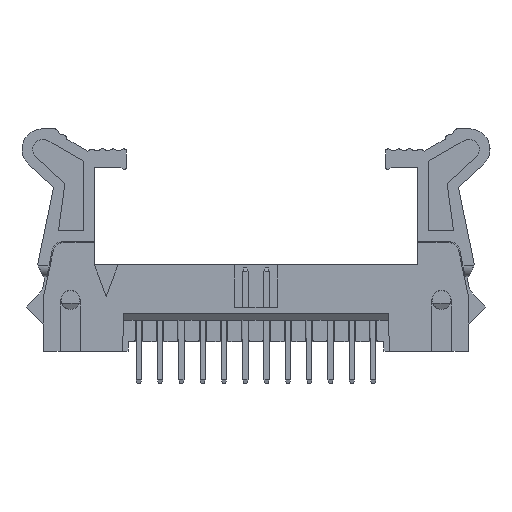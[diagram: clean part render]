
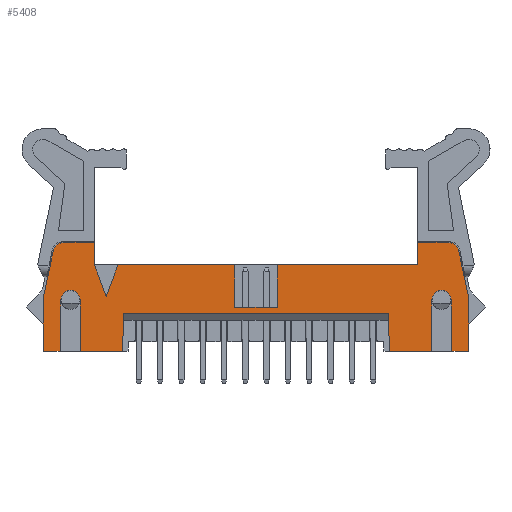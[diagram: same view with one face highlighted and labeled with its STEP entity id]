
A CAD part, front view. The second image highlights one B-rep face of the part: STEP entity #5408.
In plain terms, the highlighted planar face has unit normal (0, -1, 0).
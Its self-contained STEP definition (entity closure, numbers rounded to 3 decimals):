
#3567=CARTESIAN_POINT('',(-2.,-2.975,4.1));
#3568=VERTEX_POINT('',#3567);
#3575=CARTESIAN_POINT('',(2.,-2.975,4.1));
#3576=VERTEX_POINT('',#3575);
#3577=CARTESIAN_POINT('',(2.,-2.975,4.1));
#3578=DIRECTION('',(-1.,0.,0.));
#3579=VECTOR('',#3578,4.);
#3580=LINE('',#3577,#3579);
#3581=EDGE_CURVE('',#3576,#3568,#3580,.T.);
#4820=CARTESIAN_POINT('',(-19.95,-2.975,0.));
#4821=VERTEX_POINT('',#4820);
#4828=CARTESIAN_POINT('',(-19.95,-2.975,5.));
#4829=VERTEX_POINT('',#4828);
#4830=CARTESIAN_POINT('',(-19.95,-2.975,5.));
#4831=DIRECTION('',(0.,0.,-1.));
#4832=VECTOR('',#4831,5.);
#4833=LINE('',#4830,#4832);
#4834=EDGE_CURVE('',#4829,#4821,#4833,.T.);
#4932=CARTESIAN_POINT('',(-18.035,-2.975,10.2));
#4933=VERTEX_POINT('',#4932);
#4950=CARTESIAN_POINT('',(-19.013,-2.975,9.408));
#4951=VERTEX_POINT('',#4950);
#4958=CARTESIAN_POINT('',(-18.035,-2.975,9.2));
#4959=DIRECTION('',(0.,0.,1.));
#4960=DIRECTION('',(0.,-1.,0.));
#4961=AXIS2_PLACEMENT_3D('',#4958,#4960,#4959);
#4962=CIRCLE('',#4961,1.);
#4963=EDGE_CURVE('',#4933,#4951,#4962,.T.);
#4974=CARTESIAN_POINT('',(-18.3,-2.975,4.8));
#4975=VERTEX_POINT('',#4974);
#4982=CARTESIAN_POINT('',(-18.37,-2.975,0.));
#4983=VERTEX_POINT('',#4982);
#4984=CARTESIAN_POINT('',(-18.37,-2.975,0.));
#4985=DIRECTION('',(0.015,0.,1.));
#4986=VECTOR('',#4985,4.801);
#4987=LINE('',#4984,#4986);
#4988=EDGE_CURVE('',#4983,#4975,#4987,.T.);
#5087=CARTESIAN_POINT('',(-19.013,-2.975,9.408));
#5088=DIRECTION('',(-0.208,0.,-0.978));
#5089=VECTOR('',#5088,4.506);
#5090=LINE('',#5087,#5089);
#5091=EDGE_CURVE('',#4951,#4829,#5090,.T.);
#5127=CARTESIAN_POINT('',(-15.15,-2.975,10.2));
#5128=VERTEX_POINT('',#5127);
#5139=CARTESIAN_POINT('',(-15.15,-2.975,10.2));
#5140=DIRECTION('',(-1.,0.,0.));
#5141=VECTOR('',#5140,2.885);
#5142=LINE('',#5139,#5141);
#5143=EDGE_CURVE('',#5128,#4933,#5142,.T.);
#5164=CARTESIAN_POINT('',(-15.15,-2.975,8.1));
#5165=VERTEX_POINT('',#5164);
#5166=CARTESIAN_POINT('',(-15.15,-2.975,8.1));
#5167=DIRECTION('',(0.,0.,1.));
#5168=VECTOR('',#5167,2.1);
#5169=LINE('',#5166,#5168);
#5170=EDGE_CURVE('',#5165,#5128,#5169,.T.);
#5196=CARTESIAN_POINT('',(-2.,-2.975,8.1));
#5197=VERTEX_POINT('',#5196);
#5204=CARTESIAN_POINT('',(-2.,-2.975,4.1));
#5205=DIRECTION('',(0.,0.,1.));
#5206=VECTOR('',#5205,4.);
#5207=LINE('',#5204,#5206);
#5208=EDGE_CURVE('',#3568,#5197,#5207,.T.);
#5220=CARTESIAN_POINT('',(0.,-2.975,5.1));
#5221=DIRECTION('',(1.,0.,0.));
#5222=DIRECTION('',(0.,-1.,0.));
#5223=AXIS2_PLACEMENT_3D('',#5220,#5222,#5221);
#5224=PLANE('',#5223);
#5225=CARTESIAN_POINT('',(-19.95,-2.975,0.));
#5226=DIRECTION('',(1.,0.,0.));
#5227=VECTOR('',#5226,1.58);
#5228=LINE('',#5225,#5227);
#5229=EDGE_CURVE('',#4821,#4983,#5228,.T.);
#5230=ORIENTED_EDGE('',*,*,#5229,.T.);
#5231=ORIENTED_EDGE('',*,*,#4988,.T.);
#5232=CARTESIAN_POINT('',(-16.5,-2.975,4.8));
#5233=VERTEX_POINT('',#5232);
#5234=CARTESIAN_POINT('',(-17.4,-2.975,4.8));
#5235=DIRECTION('',(-1.,0.,0.));
#5236=DIRECTION('',(0.,1.,0.));
#5237=AXIS2_PLACEMENT_3D('',#5234,#5236,#5235);
#5238=CIRCLE('',#5237,0.9);
#5239=EDGE_CURVE('',#4975,#5233,#5238,.T.);
#5240=ORIENTED_EDGE('',*,*,#5239,.T.);
#5241=CARTESIAN_POINT('',(-16.43,-2.975,0.));
#5242=VERTEX_POINT('',#5241);
#5243=CARTESIAN_POINT('',(-16.5,-2.975,4.8));
#5244=DIRECTION('',(0.015,0.,-1.));
#5245=VECTOR('',#5244,4.801);
#5246=LINE('',#5243,#5245);
#5247=EDGE_CURVE('',#5233,#5242,#5246,.T.);
#5248=ORIENTED_EDGE('',*,*,#5247,.T.);
#5249=CARTESIAN_POINT('',(-12.5,-2.975,0.));
#5250=VERTEX_POINT('',#5249);
#5251=CARTESIAN_POINT('',(-16.43,-2.975,0.));
#5252=DIRECTION('',(1.,0.,0.));
#5253=VECTOR('',#5252,3.93);
#5254=LINE('',#5251,#5253);
#5255=EDGE_CURVE('',#5242,#5250,#5254,.T.);
#5256=ORIENTED_EDGE('',*,*,#5255,.T.);
#5257=CARTESIAN_POINT('',(-12.439,-2.975,3.5));
#5258=VERTEX_POINT('',#5257);
#5259=CARTESIAN_POINT('',(-12.5,-2.975,0.));
#5260=DIRECTION('',(0.017,0.,1.));
#5261=VECTOR('',#5260,3.501);
#5262=LINE('',#5259,#5261);
#5263=EDGE_CURVE('',#5250,#5258,#5262,.T.);
#5264=ORIENTED_EDGE('',*,*,#5263,.T.);
#5265=CARTESIAN_POINT('',(12.439,-2.975,3.5));
#5266=VERTEX_POINT('',#5265);
#5267=CARTESIAN_POINT('',(-12.439,-2.975,3.5));
#5268=DIRECTION('',(1.,0.,0.));
#5269=VECTOR('',#5268,24.878);
#5270=LINE('',#5267,#5269);
#5271=EDGE_CURVE('',#5258,#5266,#5270,.T.);
#5272=ORIENTED_EDGE('',*,*,#5271,.T.);
#5273=CARTESIAN_POINT('',(12.5,-2.975,0.));
#5274=VERTEX_POINT('',#5273);
#5275=CARTESIAN_POINT('',(12.5,-2.975,0.));
#5276=DIRECTION('',(-0.017,0.,1.));
#5277=VECTOR('',#5276,3.501);
#5278=LINE('',#5275,#5277);
#5279=EDGE_CURVE('',#5274,#5266,#5278,.T.);
#5280=ORIENTED_EDGE('',*,*,#5279,.F.);
#5281=CARTESIAN_POINT('',(16.43,-2.975,0.));
#5282=VERTEX_POINT('',#5281);
#5283=CARTESIAN_POINT('',(16.43,-2.975,0.));
#5284=DIRECTION('',(-1.,0.,0.));
#5285=VECTOR('',#5284,3.93);
#5286=LINE('',#5283,#5285);
#5287=EDGE_CURVE('',#5282,#5274,#5286,.T.);
#5288=ORIENTED_EDGE('',*,*,#5287,.F.);
#5289=CARTESIAN_POINT('',(16.5,-2.975,4.8));
#5290=VERTEX_POINT('',#5289);
#5291=CARTESIAN_POINT('',(16.5,-2.975,4.8));
#5292=DIRECTION('',(-0.015,0.,-1.));
#5293=VECTOR('',#5292,4.801);
#5294=LINE('',#5291,#5293);
#5295=EDGE_CURVE('',#5290,#5282,#5294,.T.);
#5296=ORIENTED_EDGE('',*,*,#5295,.F.);
#5297=CARTESIAN_POINT('',(18.3,-2.975,4.8));
#5298=VERTEX_POINT('',#5297);
#5299=CARTESIAN_POINT('',(17.4,-2.975,4.8));
#5300=DIRECTION('',(1.,0.,0.));
#5301=DIRECTION('',(0.,-1.,0.));
#5302=AXIS2_PLACEMENT_3D('',#5299,#5301,#5300);
#5303=CIRCLE('',#5302,0.9);
#5304=EDGE_CURVE('',#5298,#5290,#5303,.T.);
#5305=ORIENTED_EDGE('',*,*,#5304,.F.);
#5306=CARTESIAN_POINT('',(18.37,-2.975,0.));
#5307=VERTEX_POINT('',#5306);
#5308=CARTESIAN_POINT('',(18.37,-2.975,0.));
#5309=DIRECTION('',(-0.015,0.,1.));
#5310=VECTOR('',#5309,4.801);
#5311=LINE('',#5308,#5310);
#5312=EDGE_CURVE('',#5307,#5298,#5311,.T.);
#5313=ORIENTED_EDGE('',*,*,#5312,.F.);
#5314=CARTESIAN_POINT('',(19.95,-2.975,0.));
#5315=VERTEX_POINT('',#5314);
#5316=CARTESIAN_POINT('',(19.95,-2.975,0.));
#5317=DIRECTION('',(-1.,0.,0.));
#5318=VECTOR('',#5317,1.58);
#5319=LINE('',#5316,#5318);
#5320=EDGE_CURVE('',#5315,#5307,#5319,.T.);
#5321=ORIENTED_EDGE('',*,*,#5320,.F.);
#5322=CARTESIAN_POINT('',(19.95,-2.975,5.));
#5323=VERTEX_POINT('',#5322);
#5324=CARTESIAN_POINT('',(19.95,-2.975,5.));
#5325=DIRECTION('',(0.,0.,-1.));
#5326=VECTOR('',#5325,5.);
#5327=LINE('',#5324,#5326);
#5328=EDGE_CURVE('',#5323,#5315,#5327,.T.);
#5329=ORIENTED_EDGE('',*,*,#5328,.F.);
#5330=CARTESIAN_POINT('',(19.013,-2.975,9.408));
#5331=VERTEX_POINT('',#5330);
#5332=CARTESIAN_POINT('',(19.013,-2.975,9.408));
#5333=DIRECTION('',(0.208,0.,-0.978));
#5334=VECTOR('',#5333,4.506);
#5335=LINE('',#5332,#5334);
#5336=EDGE_CURVE('',#5331,#5323,#5335,.T.);
#5337=ORIENTED_EDGE('',*,*,#5336,.F.);
#5338=CARTESIAN_POINT('',(18.035,-2.975,10.2));
#5339=VERTEX_POINT('',#5338);
#5340=CARTESIAN_POINT('',(18.035,-2.975,9.2));
#5341=DIRECTION('',(0.,0.,1.));
#5342=DIRECTION('',(0.,1.,0.));
#5343=AXIS2_PLACEMENT_3D('',#5340,#5342,#5341);
#5344=CIRCLE('',#5343,1.);
#5345=EDGE_CURVE('',#5339,#5331,#5344,.T.);
#5346=ORIENTED_EDGE('',*,*,#5345,.F.);
#5347=CARTESIAN_POINT('',(15.15,-2.975,10.2));
#5348=VERTEX_POINT('',#5347);
#5349=CARTESIAN_POINT('',(15.15,-2.975,10.2));
#5350=DIRECTION('',(1.,0.,0.));
#5351=VECTOR('',#5350,2.885);
#5352=LINE('',#5349,#5351);
#5353=EDGE_CURVE('',#5348,#5339,#5352,.T.);
#5354=ORIENTED_EDGE('',*,*,#5353,.F.);
#5355=CARTESIAN_POINT('',(15.15,-2.975,8.1));
#5356=VERTEX_POINT('',#5355);
#5357=CARTESIAN_POINT('',(15.15,-2.975,8.1));
#5358=DIRECTION('',(0.,0.,1.));
#5359=VECTOR('',#5358,2.1);
#5360=LINE('',#5357,#5359);
#5361=EDGE_CURVE('',#5356,#5348,#5360,.T.);
#5362=ORIENTED_EDGE('',*,*,#5361,.F.);
#5363=CARTESIAN_POINT('',(2.,-2.975,8.1));
#5364=VERTEX_POINT('',#5363);
#5365=CARTESIAN_POINT('',(15.15,-2.975,8.1));
#5366=DIRECTION('',(-1.,0.,0.));
#5367=VECTOR('',#5366,13.15);
#5368=LINE('',#5365,#5367);
#5369=EDGE_CURVE('',#5356,#5364,#5368,.T.);
#5370=ORIENTED_EDGE('',*,*,#5369,.T.);
#5371=CARTESIAN_POINT('',(2.,-2.975,8.1));
#5372=DIRECTION('',(0.,0.,-1.));
#5373=VECTOR('',#5372,4.);
#5374=LINE('',#5371,#5373);
#5375=EDGE_CURVE('',#5364,#3576,#5374,.T.);
#5376=ORIENTED_EDGE('',*,*,#5375,.T.);
#5377=ORIENTED_EDGE('',*,*,#3581,.T.);
#5378=ORIENTED_EDGE('',*,*,#5208,.T.);
#5379=CARTESIAN_POINT('',(-12.95,-2.975,8.1));
#5380=VERTEX_POINT('',#5379);
#5381=CARTESIAN_POINT('',(-2.,-2.975,8.1));
#5382=DIRECTION('',(-1.,0.,0.));
#5383=VECTOR('',#5382,10.95);
#5384=LINE('',#5381,#5383);
#5385=EDGE_CURVE('',#5197,#5380,#5384,.T.);
#5386=ORIENTED_EDGE('',*,*,#5385,.T.);
#5387=CARTESIAN_POINT('',(-14.05,-2.975,5.1));
#5388=VERTEX_POINT('',#5387);
#5389=CARTESIAN_POINT('',(-12.95,-2.975,8.1));
#5390=DIRECTION('',(-0.344,0.,-0.939));
#5391=VECTOR('',#5390,3.195);
#5392=LINE('',#5389,#5391);
#5393=EDGE_CURVE('',#5380,#5388,#5392,.T.);
#5394=ORIENTED_EDGE('',*,*,#5393,.T.);
#5395=CARTESIAN_POINT('',(-14.05,-2.975,5.1));
#5396=DIRECTION('',(-0.344,0.,0.939));
#5397=VECTOR('',#5396,3.195);
#5398=LINE('',#5395,#5397);
#5399=EDGE_CURVE('',#5388,#5165,#5398,.T.);
#5400=ORIENTED_EDGE('',*,*,#5399,.T.);
#5401=ORIENTED_EDGE('',*,*,#5170,.T.);
#5402=ORIENTED_EDGE('',*,*,#5143,.T.);
#5403=ORIENTED_EDGE('',*,*,#4963,.T.);
#5404=ORIENTED_EDGE('',*,*,#5091,.T.);
#5405=ORIENTED_EDGE('',*,*,#4834,.T.);
#5406=EDGE_LOOP('',(#5230,#5231,#5240,#5248,#5256,#5264,#5272,#5280,#5288,#5296,#5305,#5313,#5321,#5329,#5337,#5346,#5354,#5362,#5370,#5376,#5377,#5378,#5386,#5394,#5400,#5401,#5402,#5403,#5404,#5405));
#5407=FACE_OUTER_BOUND('',#5406,.T.);
#5408=ADVANCED_FACE('',(#5407),#5224,.T.);
